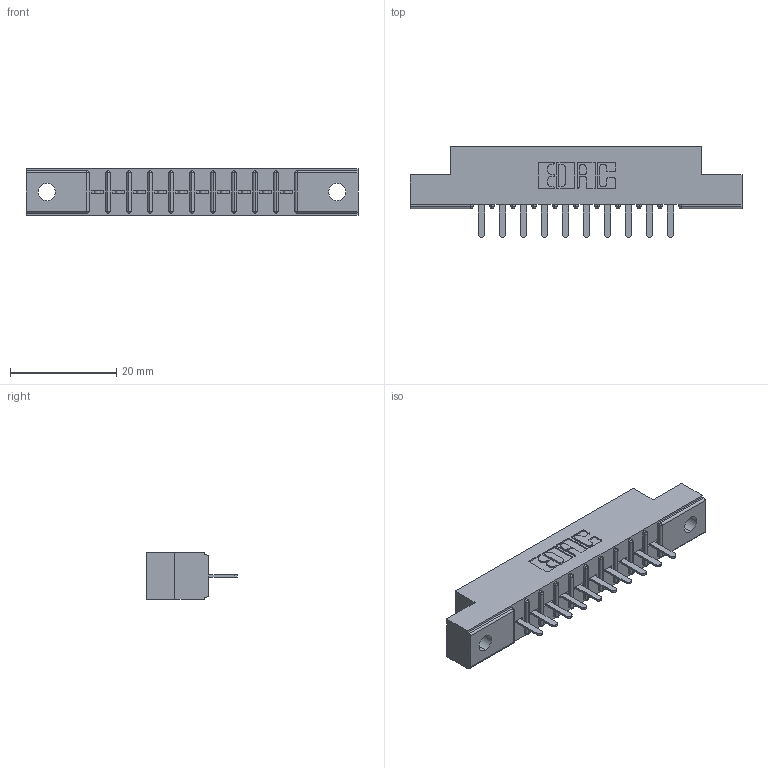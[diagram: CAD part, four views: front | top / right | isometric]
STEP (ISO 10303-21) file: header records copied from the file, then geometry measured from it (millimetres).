
FILE_DESCRIPTION (( 'STEP AP203' ), '1' );
FILE_NAME ('306-010-420-102.STEP', '2020-09-21T16:20:27', ( '' ), ( '' ), 'SwSTEP 2.0', 'SolidWorks 2020', '' );
FILE_SCHEMA (( 'CONFIG_CONTROL_DESIGN' ));
Length unit declared in the file: inch
Products named in the file (3): 306-010-420-102; 306 Part_.128 Dia; 306-290-001_120
Assembly tree (11 placements, depth 2):
  306-010-420-102
    306 Part_.128 Dia
    306-290-001_120  x10
Bounding box: 62.64 x 17.12 x 8.71 mm (x, y, z)
Volume: 4191.7 mm3; surface area: 5568.4 mm2
Topology: 11 solids, 11 shells, 816 faces, 2286 edges, 1468 vertices
Faces by surface type: plane 538, cylinder 238, sphere 40
Entity records: 13429 total; most frequent: CARTESIAN_POINT 2249, ORIENTED_EDGE 2224, DIRECTION 2222, EDGE_CURVE 1112, LINE 852, VECTOR 852, VERTEX_POINT 712, AXIS2_PLACEMENT_3D 685
